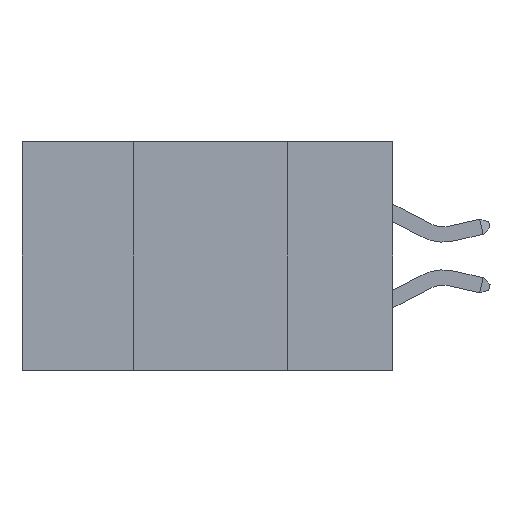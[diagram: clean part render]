
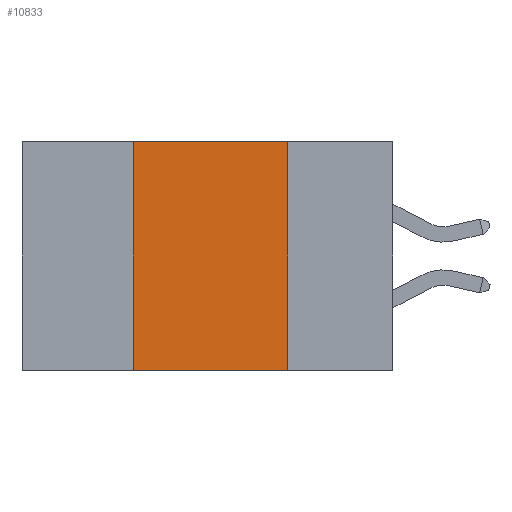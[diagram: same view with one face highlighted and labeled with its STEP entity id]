
A CAD part, left-side view. The second image highlights one B-rep face of the part: STEP entity #10833.
In plain terms, the highlighted planar face has unit normal (-1, 0, 0).
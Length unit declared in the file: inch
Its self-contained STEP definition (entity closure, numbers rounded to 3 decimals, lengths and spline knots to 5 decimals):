
#431 = AXIS2_PLACEMENT_3D ( 'NONE', #12398, #733, #21248 ) ;
#733 = DIRECTION ( 'NONE',  ( 1., 0., 0. ) ) ;
#1494 = LINE ( 'NONE', #3807, #19240 ) ;
#1522 = CARTESIAN_POINT ( 'NONE',  ( 0., 0.17, -0.37 ) ) ;
#2062 = PLANE ( 'NONE',  #431 ) ;
#2379 = DIRECTION ( 'NONE',  ( 0., -1., 0. ) ) ;
#2832 = LINE ( 'NONE', #3312, #10089 ) ;
#2836 = EDGE_CURVE ( 'NONE', #12295, #6662, #10610, .T. ) ;
#2903 = EDGE_CURVE ( 'NONE', #6662, #10816, #2832, .T. ) ;
#3166 = VECTOR ( 'NONE', #2379, 39.37008 ) ;
#3312 = CARTESIAN_POINT ( 'NONE',  ( 0., 0.17, 0. ) ) ;
#3807 = CARTESIAN_POINT ( 'NONE',  ( 0., 0.42, 0. ) ) ;
#4107 = EDGE_LOOP ( 'NONE', ( #9865, #20060, #6250, #9432 ) ) ;
#5552 = VECTOR ( 'NONE', #20272, 39.37008 ) ;
#6018 = EDGE_CURVE ( 'NONE', #19414, #10816, #21417, .T. ) ;
#6250 = ORIENTED_EDGE ( 'NONE', *, *, #18706, .F. ) ;
#6662 = VERTEX_POINT ( 'NONE', #21175 ) ;
#9432 = ORIENTED_EDGE ( 'NONE', *, *, #6018, .T. ) ;
#9865 = ORIENTED_EDGE ( 'NONE', *, *, #2903, .F. ) ;
#10089 = VECTOR ( 'NONE', #13297, 39.37008 ) ;
#10610 = LINE ( 'NONE', #18019, #5552 ) ;
#10816 = VERTEX_POINT ( 'NONE', #1522 ) ;
#10833 = ADVANCED_FACE ( 'NONE', ( #11532 ), #2062, .F. ) ;
#11532 = FACE_OUTER_BOUND ( 'NONE', #4107, .T. ) ;
#12295 = VERTEX_POINT ( 'NONE', #15268 ) ;
#12398 = CARTESIAN_POINT ( 'NONE',  ( 0., 0.6, 0. ) ) ;
#12646 = CARTESIAN_POINT ( 'NONE',  ( 0., 0.6, -0.37 ) ) ;
#12849 = CARTESIAN_POINT ( 'NONE',  ( 0., 0.42, -0.37 ) ) ;
#13297 = DIRECTION ( 'NONE',  ( 0., 0., -1. ) ) ;
#15268 = CARTESIAN_POINT ( 'NONE',  ( 0., 0.42, 0. ) ) ;
#18019 = CARTESIAN_POINT ( 'NONE',  ( 0., 0.6, 0. ) ) ;
#18706 = EDGE_CURVE ( 'NONE', #19414, #12295, #1494, .T. ) ;
#19240 = VECTOR ( 'NONE', #20747, 39.37008 ) ;
#19414 = VERTEX_POINT ( 'NONE', #12849 ) ;
#20060 = ORIENTED_EDGE ( 'NONE', *, *, #2836, .F. ) ;
#20272 = DIRECTION ( 'NONE',  ( 0., -1., 0. ) ) ;
#20747 = DIRECTION ( 'NONE',  ( 0., 0., 1. ) ) ;
#21175 = CARTESIAN_POINT ( 'NONE',  ( 0., 0.17, 0. ) ) ;
#21248 = DIRECTION ( 'NONE',  ( 0., 0., -1. ) ) ;
#21417 = LINE ( 'NONE', #12646, #3166 ) ;
